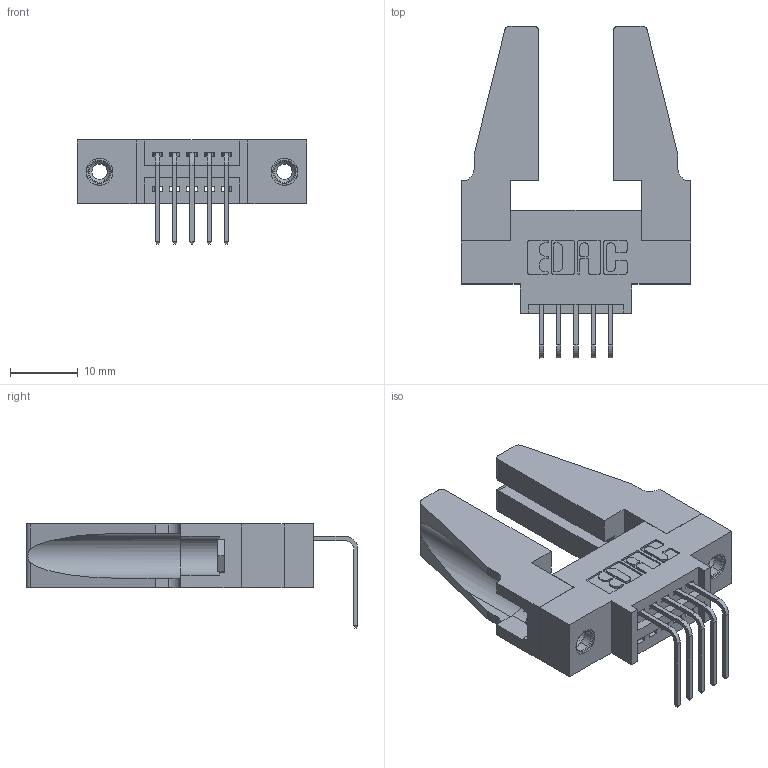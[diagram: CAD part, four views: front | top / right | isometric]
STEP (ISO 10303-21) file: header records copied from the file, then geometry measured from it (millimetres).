
FILE_DESCRIPTION (( 'STEP AP203' ), '1' );
FILE_NAME ('395-005-558-688.STEP', '2019-10-11T01:36:04', ( '' ), ( '' ), 'SwSTEP 2.0', 'SolidWorks 2016', '' );
FILE_SCHEMA (( 'CONFIG_CONTROL_DESIGN' ));
Length unit declared in the file: inch
Products named in the file (5): 395-005-558-688; 345 Part_0.170 Offset - 0.156 Dia-TH; 345-292-001_558 Tail - 2; 345-220-078_345-220-088; 345-250-001_345-250-001-102
Assembly tree (10 placements, depth 2):
  395-005-558-688
    345 Part_0.170 Offset - 0.156 Dia-TH
    345-292-001_558 Tail - 2  x5
    345-250-001_345-250-001-102  x2
    345-220-078_345-220-088  x2
Bounding box: 33.93 x 49.01 x 15.37 mm (x, y, z)
Volume: 6075.8 mm3; surface area: 6602.8 mm2
Topology: 10 solids, 10 shells, 554 faces, 1577 edges, 1034 vertices
Faces by surface type: plane 366, cylinder 172, cone 12, torus 4
Entity records: 11108 total; most frequent: CARTESIAN_POINT 1917, ORIENTED_EDGE 1816, DIRECTION 1734, EDGE_CURVE 908, VECTOR 714, LINE 714, VERTEX_POINT 598, AXIS2_PLACEMENT_3D 510
